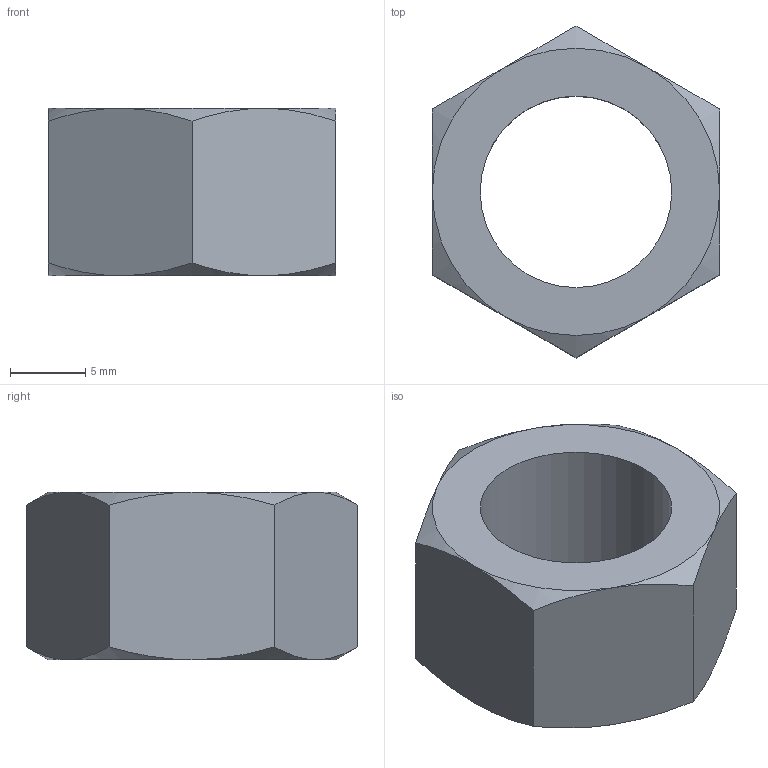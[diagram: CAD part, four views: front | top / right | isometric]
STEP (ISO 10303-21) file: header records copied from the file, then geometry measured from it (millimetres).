
FILE_DESCRIPTION(/* description */ (''),/* implementation_level */ '2;1');
FILE_NAME(/* name */ 'hexnut_.5_13_95462A033.ipt.stp',/* time_stamp */ '2018-01-01T11:20:43-08:00',/* author */ ('PhillipD'),/* organization */ (''),/* preprocessor_version */ 'ST-DEVELOPER v16.13',/* originating_system */ 'Autodesk Inventor 2018',/* authorisation */ '');
FILE_SCHEMA (('AUTOMOTIVE_DESIGN { 1 0 10303 214 3 1 1 }'));
Length unit declared in the file: inch
Products named in the file (1): hexnut_.5_13_95462A033
Bounding box: 19.05 x 22 x 11.11 mm (x, y, z)
Volume: 2069.8 mm3; surface area: 1522.4 mm2
Topology: 1 solids, 1 shells, 21 faces, 45 edges, 26 vertices
Faces by surface type: cone 12, plane 8, cylinder 1
Full cylindrical faces by diameter (mm): 12.7 x1
Entity records: 580 total; most frequent: CARTESIAN_POINT 140, ORIENTED_EDGE 88, DIRECTION 78, EDGE_CURVE 44, AXIS2_PLACEMENT_3D 36, VERTEX_POINT 26, EDGE_LOOP 24, FACE_OUTER_BOUND 21
